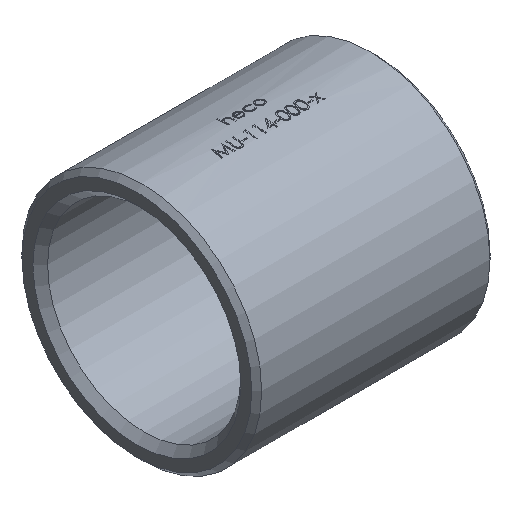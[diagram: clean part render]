
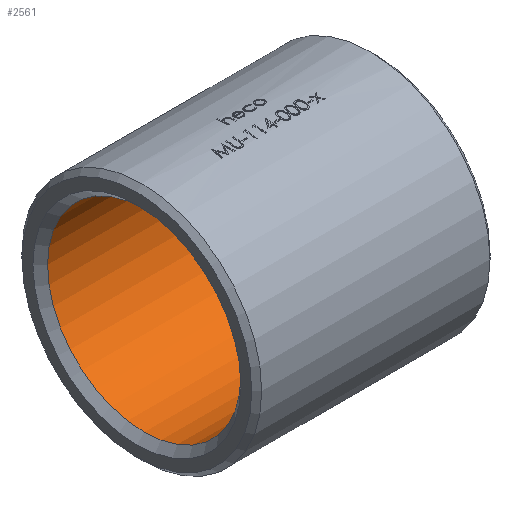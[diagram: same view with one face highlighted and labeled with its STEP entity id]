
A CAD part, isometric view. The second image highlights one B-rep face of the part: STEP entity #2561.
In plain terms, the highlighted cylindrical face has radius 19.475 mm (diameter 38.95 mm), a full revolution.
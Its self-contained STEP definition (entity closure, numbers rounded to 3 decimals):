
#1077 = DIRECTION ( 'NONE',  ( 0., 0., -1. ) ) ;
#1173 = ORIENTED_EDGE ( 'NONE', *, *, #1360, .T. ) ;
#1360 = EDGE_CURVE ( 'NONE', #6291, #6291, #6256, .T. ) ;
#2179 = VERTEX_POINT ( 'NONE', #4527 ) ;
#2375 = EDGE_CURVE ( 'NONE', #2179, #2179, #10412, .T. ) ;
#2561 = ADVANCED_FACE ( 'NONE', ( #3802, #7950 ), #10108, .F. ) ;
#3802 = FACE_OUTER_BOUND ( 'NONE', #7702, .T. ) ;
#3927 = EDGE_LOOP ( 'NONE', ( #1173 ) ) ;
#4478 = CARTESIAN_POINT ( 'NONE',  ( 1.48, 0., -19.475 ) ) ;
#4527 = CARTESIAN_POINT ( 'NONE',  ( 46.52, 0., -19.475 ) ) ;
#5884 = AXIS2_PLACEMENT_3D ( 'NONE', #6134, #9316, #1077 ) ;
#6134 = CARTESIAN_POINT ( 'NONE',  ( 46.52, 0., 0. ) ) ;
#6256 = CIRCLE ( 'NONE', #7269, 19.475 ) ;
#6291 = VERTEX_POINT ( 'NONE', #4478 ) ;
#6610 = CARTESIAN_POINT ( 'NONE',  ( 1.48, 0., 0. ) ) ;
#6721 = DIRECTION ( 'NONE',  ( 0., 0., -1. ) ) ;
#7100 = ORIENTED_EDGE ( 'NONE', *, *, #2375, .T. ) ;
#7269 = AXIS2_PLACEMENT_3D ( 'NONE', #6610, #9007, #6721 ) ;
#7702 = EDGE_LOOP ( 'NONE', ( #7100 ) ) ;
#7757 = CARTESIAN_POINT ( 'NONE',  ( 48.001, 0., 0. ) ) ;
#7807 = DIRECTION ( 'NONE',  ( -1., 0., 0. ) ) ;
#7950 = FACE_OUTER_BOUND ( 'NONE', #3927, .T. ) ;
#9007 = DIRECTION ( 'NONE',  ( -1., 0., 0. ) ) ;
#9316 = DIRECTION ( 'NONE',  ( 1., 0., 0. ) ) ;
#10108 = CYLINDRICAL_SURFACE ( 'NONE', #10365, 19.475 ) ;
#10303 = DIRECTION ( 'NONE',  ( 0., 0., 1. ) ) ;
#10365 = AXIS2_PLACEMENT_3D ( 'NONE', #7757, #7807, #10303 ) ;
#10412 = CIRCLE ( 'NONE', #5884, 19.475 ) ;
